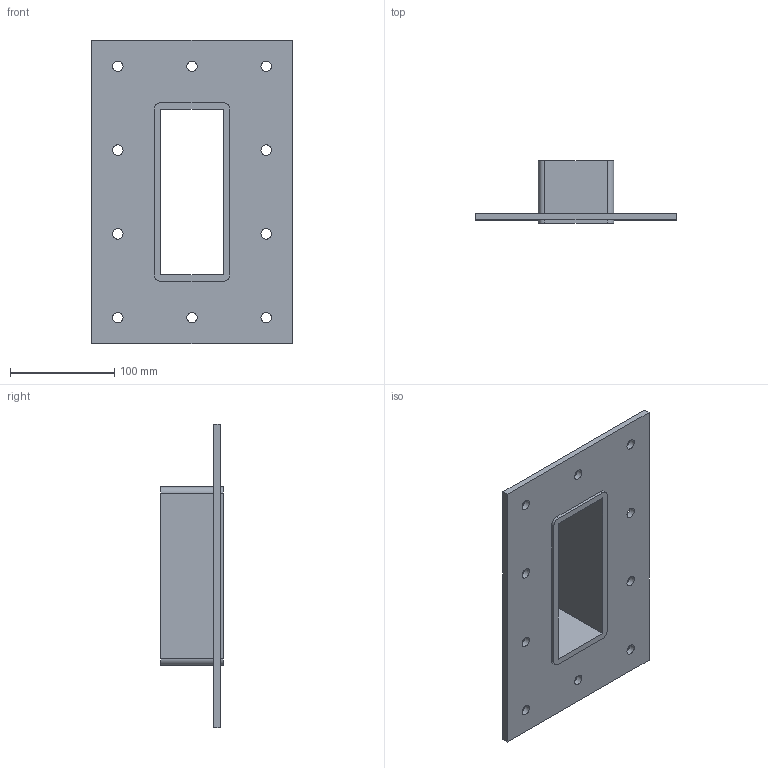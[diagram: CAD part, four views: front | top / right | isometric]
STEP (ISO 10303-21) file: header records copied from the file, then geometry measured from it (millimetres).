
FILE_DESCRIPTION((''),'2;1');
FILE_NAME('GBEX3X1.stp','2015-02-17T15:00:23',(''),(''),'Autodesk Inventor 2013','Autodesk Inventor 2013','');
FILE_SCHEMA(('AUTOMOTIVE_DESIGN { 1 0 10303 214 1 1 1 1 }'));
Length unit declared in the file: millimetre
Products named in the file (1): G B Ex
Bounding box: 192.5 x 60 x 291.5 mm (x, y, z)
Volume: 422738.9 mm3; surface area: 151245.9 mm2
Topology: 1 solids, 1 shells, 38 faces, 112 edges, 78 vertices
Faces by surface type: plane 20, cylinder 18
Full cylindrical faces by diameter (mm): 10 x10
Entity records: 1222 total; most frequent: DIRECTION 206, CARTESIAN_POINT 199, ORIENTED_EDGE 184, EDGE_CURVE 92, AXIS2_PLACEMENT_3D 75, EDGE_LOOP 72, VERTEX_POINT 68, VECTOR 56
